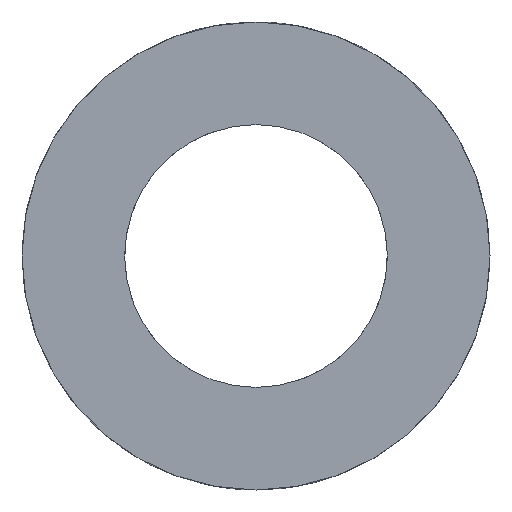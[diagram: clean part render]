
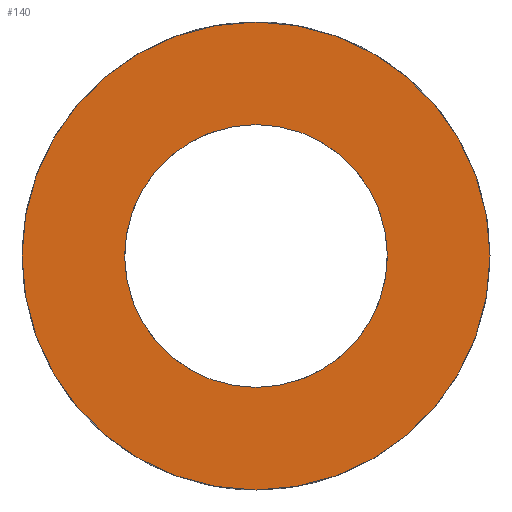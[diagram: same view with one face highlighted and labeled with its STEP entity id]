
A CAD part, front view. The second image highlights one B-rep face of the part: STEP entity #140.
In plain terms, the highlighted planar face has unit normal (0, -1, 0).
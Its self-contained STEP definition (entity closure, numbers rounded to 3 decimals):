
#3 = DIRECTION ( 'NONE',  ( 0., 0., 1. ) ) ;
#6 = DIRECTION ( 'NONE',  ( 0., 1., 0. ) ) ;
#7 = EDGE_CURVE ( 'NONE', #94, #193, #72, .T. ) ;
#14 = DIRECTION ( 'NONE',  ( 0., 1., 0. ) ) ;
#20 = CIRCLE ( 'NONE', #237, 3.65 ) ;
#23 = CARTESIAN_POINT ( 'NONE',  ( 0., 0., 0. ) ) ;
#37 = FACE_OUTER_BOUND ( 'NONE', #178, .T. ) ;
#40 = CARTESIAN_POINT ( 'NONE',  ( 0., 0., -3.65 ) ) ;
#44 = DIRECTION ( 'NONE',  ( 0., 0., 1. ) ) ;
#45 = PLANE ( 'NONE',  #196 ) ;
#56 = VERTEX_POINT ( 'NONE', #98 ) ;
#66 = CIRCLE ( 'NONE', #138, 6.5 ) ;
#72 = CIRCLE ( 'NONE', #126, 3.65 ) ;
#79 = CARTESIAN_POINT ( 'NONE',  ( 0., 0., 0. ) ) ;
#82 = DIRECTION ( 'NONE',  ( 0., 0., 1. ) ) ;
#89 = ORIENTED_EDGE ( 'NONE', *, *, #175, .F. ) ;
#94 = VERTEX_POINT ( 'NONE', #40 ) ;
#98 = CARTESIAN_POINT ( 'NONE',  ( 0., 0., 6.5 ) ) ;
#103 = FACE_BOUND ( 'NONE', #169, .T. ) ;
#111 = AXIS2_PLACEMENT_3D ( 'NONE', #23, #128, #184 ) ;
#117 = DIRECTION ( 'NONE',  ( 0., 0., 1. ) ) ;
#126 = AXIS2_PLACEMENT_3D ( 'NONE', #248, #14, #117 ) ;
#128 = DIRECTION ( 'NONE',  ( 0., 1., 0. ) ) ;
#138 = AXIS2_PLACEMENT_3D ( 'NONE', #217, #200, #3 ) ;
#140 = ADVANCED_FACE ( 'NONE', ( #37, #103 ), #45, .F. ) ;
#149 = EDGE_CURVE ( 'NONE', #223, #56, #242, .T. ) ;
#160 = ORIENTED_EDGE ( 'NONE', *, *, #149, .F. ) ;
#164 = CARTESIAN_POINT ( 'NONE',  ( 0., 0., -6.5 ) ) ;
#169 = EDGE_LOOP ( 'NONE', ( #241, #249 ) ) ;
#175 = EDGE_CURVE ( 'NONE', #56, #223, #66, .T. ) ;
#178 = EDGE_LOOP ( 'NONE', ( #160, #89 ) ) ;
#182 = CARTESIAN_POINT ( 'NONE',  ( 0., 0., 0. ) ) ;
#184 = DIRECTION ( 'NONE',  ( 0., 0., 1. ) ) ;
#185 = CARTESIAN_POINT ( 'NONE',  ( 0., 0., 3.65 ) ) ;
#193 = VERTEX_POINT ( 'NONE', #185 ) ;
#196 = AXIS2_PLACEMENT_3D ( 'NONE', #182, #6, #82 ) ;
#200 = DIRECTION ( 'NONE',  ( 0., 1., 0. ) ) ;
#206 = EDGE_CURVE ( 'NONE', #193, #94, #20, .T. ) ;
#217 = CARTESIAN_POINT ( 'NONE',  ( 0., 0., 0. ) ) ;
#223 = VERTEX_POINT ( 'NONE', #164 ) ;
#234 = DIRECTION ( 'NONE',  ( 0., 1., 0. ) ) ;
#237 = AXIS2_PLACEMENT_3D ( 'NONE', #79, #234, #44 ) ;
#241 = ORIENTED_EDGE ( 'NONE', *, *, #7, .T. ) ;
#242 = CIRCLE ( 'NONE', #111, 6.5 ) ;
#248 = CARTESIAN_POINT ( 'NONE',  ( 0., 0., 0. ) ) ;
#249 = ORIENTED_EDGE ( 'NONE', *, *, #206, .T. ) ;
